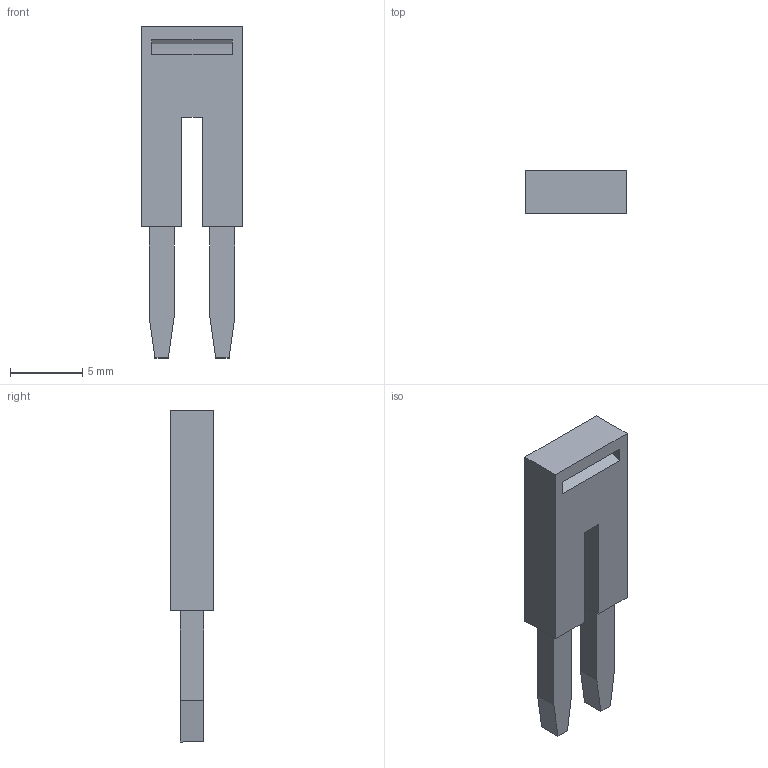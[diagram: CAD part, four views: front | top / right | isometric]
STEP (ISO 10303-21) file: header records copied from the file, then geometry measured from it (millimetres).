
FILE_DESCRIPTION(('Creo Elements/Direct Modeling STEP Export'),'2;1');
FILE_NAME('model.stp','2018-07-27T15:14:01',(''),(''),'Creo Elements/Direct Modeling STEP processor for AP214 (Solid Model)','Creo Elements/Direct Modeling 18.1I 14-Aug-2016 (C) Parametric Technology GmbH','');
FILE_SCHEMA(('AUTOMOTIVE_DESIGN { 1 0 10303 214 1 1 1 1 }'));
Length unit declared in the file: millimetre
Products named in the file (2): FBS_2_4-select
Assembly tree (1 placements, depth 2):
  FBS_2_4-select
    FBS_2_4-select
Bounding box: 7 x 3 x 22.98 mm (x, y, z)
Volume: 299.2 mm3; surface area: 477.7 mm2
Topology: 1 solids, 1 shells, 34 faces, 84 edges, 56 vertices
Faces by surface type: plane 34
Entity records: 1295 total; most frequent: CARTESIAN_POINT 174, ORIENTED_EDGE 168, DIRECTION 152, VECTOR 84, LINE 84, EDGE_CURVE 84, VERTEX_POINT 56, EDGE_LOOP 38
